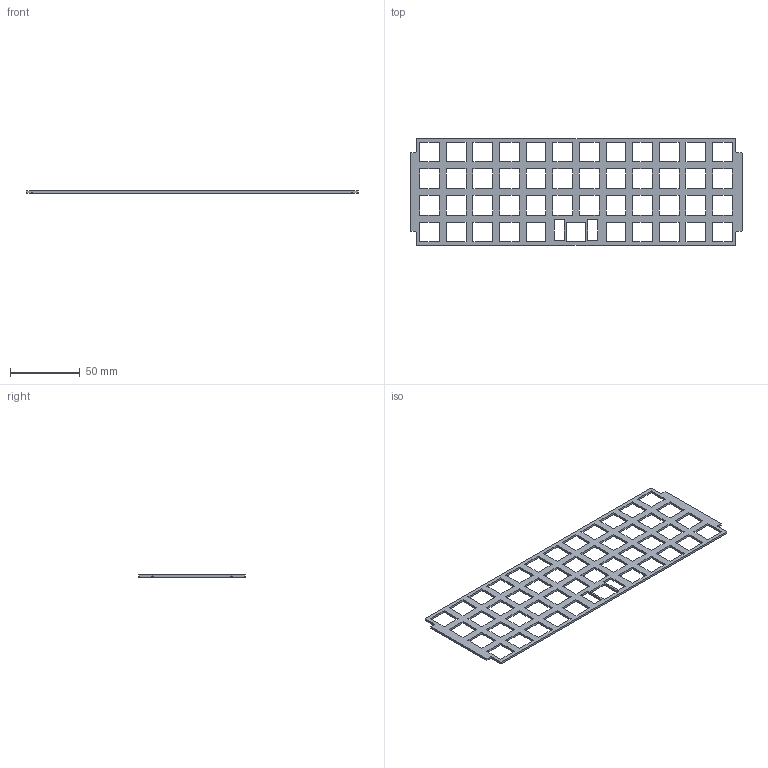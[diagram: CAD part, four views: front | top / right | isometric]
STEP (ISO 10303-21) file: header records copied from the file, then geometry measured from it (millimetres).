
FILE_DESCRIPTION(('KiCad electronic assembly'),'2;1');
FILE_NAME('rhyn-oc47-top_plate_3dcase.step','2025-05-11T22:50:26',( 'Pcbnew'),('Kicad'),'Open CASCADE STEP processor 7.8', 'KiCad to STEP converter','Unknown');
FILE_SCHEMA(('AUTOMOTIVE_DESIGN { 1 0 10303 214 1 1 1 1 }'));
Length unit declared in the file: millimetre
Products named in the file (2): rhyn-oc47-top_plate_3dcase 1; rhyn-oc47-top_plate_3dcase_PCB
Assembly tree (1 placements, depth 2):
  rhyn-oc47-top_plate_3dcase 1
    rhyn-oc47-top_plate_3dcase_PCB
Bounding box: 237.5 x 76.5 x 1.51 mm (x, y, z)
Volume: 12743.5 mm3; surface area: 21959.6 mm2
Topology: 1 solids, 1 shells, 222 faces, 660 edges, 440 vertices
Faces by surface type: plane 210, cylinder 12
Entity records: 7541 total; most frequent: CARTESIAN_POINT 1324, ORIENTED_EDGE 1320, DIRECTION 1132, EDGE_CURVE 660, LINE 636, VECTOR 636, VERTEX_POINT 440, FACE_BOUND 320
